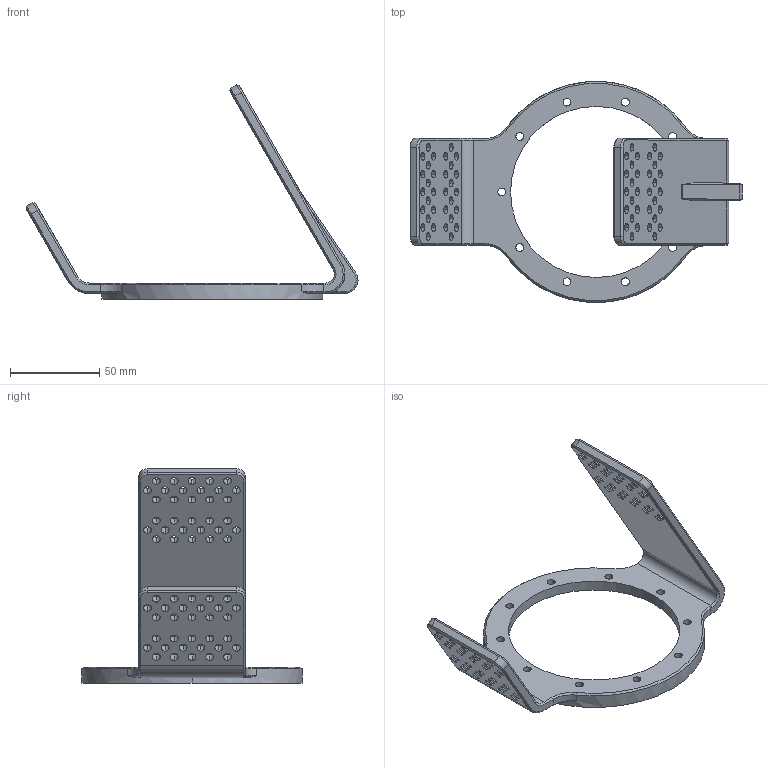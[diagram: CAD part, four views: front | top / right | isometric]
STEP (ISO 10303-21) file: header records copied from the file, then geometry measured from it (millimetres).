
FILE_DESCRIPTION (( 'STEP AP214' ), '1' );
FILE_NAME ('鷕壽誹嘐隅.STEP', '2025-04-21T11:00:44', ( 'Windows User' ), ( 'P R C' ), 'SwSTEP 2.0', 'SolidWorks 2020', '' );
FILE_SCHEMA (( 'AUTOMOTIVE_DESIGN' ));
Length unit declared in the file: millimetre
Products named in the file (1): 鷕壽誹嘐隅
Bounding box: 186.22 x 124 x 120.18 mm (x, y, z)
Volume: 100243.4 mm3; surface area: 46756.5 mm2
Topology: 1 solids, 1 shells, 249 faces, 682 edges, 436 vertices
Faces by surface type: cylinder 170, plane 45, cone 34
Entity records: 8372 total; most frequent: DIRECTION 1550, CARTESIAN_POINT 1400, ORIENTED_EDGE 1364, EDGE_CURVE 682, AXIS2_PLACEMENT_3D 626, VERTEX_POINT 436, EDGE_LOOP 400, CIRCLE 376
